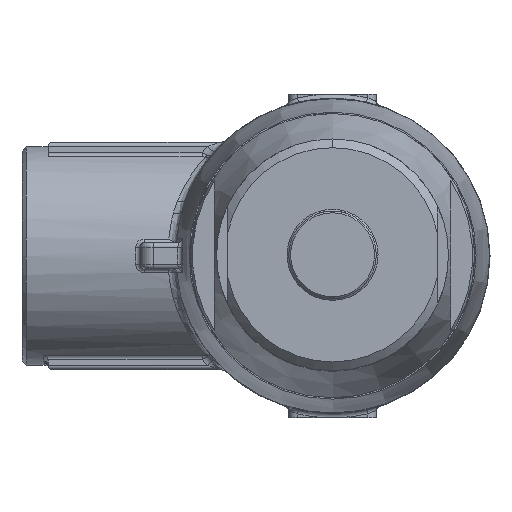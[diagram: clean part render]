
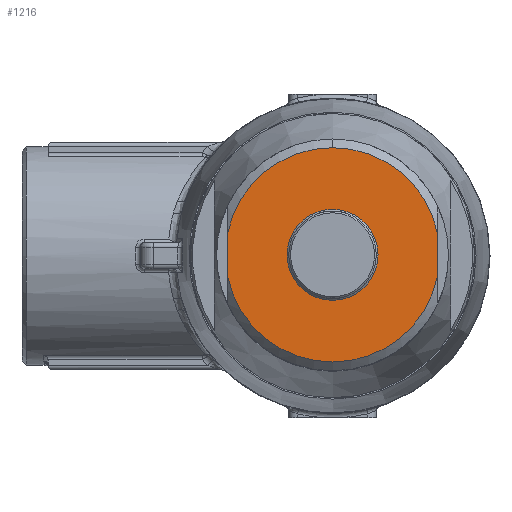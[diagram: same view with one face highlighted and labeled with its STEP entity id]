
A CAD part, top view. The second image highlights one B-rep face of the part: STEP entity #1216.
In plain terms, the highlighted planar face has unit normal (0, 0, 1).
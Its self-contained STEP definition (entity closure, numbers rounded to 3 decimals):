
#277=CARTESIAN_POINT('',(0.,12.25,79.));
#278=VERTEX_POINT('',#277);
#285=CARTESIAN_POINT('',(12.,2.462,79.));
#286=VERTEX_POINT('',#285);
#287=CARTESIAN_POINT('',(0.,0.,79.));
#288=DIRECTION('',(-0.,0.,1.));
#289=DIRECTION('',(0.,1.,-0.));
#290=AXIS2_PLACEMENT_3D('',#287,#288,#289);
#291=CIRCLE('',#290,12.25);
#292=EDGE_CURVE('NONE',#286,#278,#291,.T.);
#369=CARTESIAN_POINT('',(0.,5.2,79.));
#370=VERTEX_POINT('',#369);
#396=CARTESIAN_POINT('',(-0.,-5.2,79.));
#397=VERTEX_POINT('',#396);
#398=CARTESIAN_POINT('',(0.,0.,79.));
#399=DIRECTION('',(0.,-0.,-1.));
#400=DIRECTION('',(0.,1.,-0.));
#401=AXIS2_PLACEMENT_3D('',#398,#399,#400);
#402=CIRCLE('',#401,5.2);
#403=EDGE_CURVE('NONE',#397,#370,#402,.T.);
#405=CARTESIAN_POINT('',(0.,0.,79.));
#406=DIRECTION('',(0.,-0.,-1.));
#407=DIRECTION('',(0.,1.,-0.));
#408=AXIS2_PLACEMENT_3D('',#405,#406,#407);
#409=CIRCLE('',#408,5.2);
#410=EDGE_CURVE('NONE',#370,#397,#409,.T.);
#1172=CARTESIAN_POINT('',(13.25,0.,79.));
#1173=DIRECTION('',(0.,0.,1.));
#1174=DIRECTION('',(0.,-1.,0.));
#1175=AXIS2_PLACEMENT_3D('',#1172,#1173,#1174);
#1176=PLANE('',#1175);
#1177=CARTESIAN_POINT('',(12.,-2.462,79.));
#1178=VERTEX_POINT('',#1177);
#1179=CARTESIAN_POINT('',(12.,2.462,79.));
#1180=DIRECTION('',(0.,-1.,0.));
#1181=VECTOR('',#1180,4.924);
#1182=LINE('',#1179,#1181);
#1183=EDGE_CURVE('NONE',#286,#1178,#1182,.T.);
#1184=ORIENTED_EDGE('',*,*,#1183,.F.);
#1185=ORIENTED_EDGE('',*,*,#292,.T.);
#1186=CARTESIAN_POINT('',(-12.,2.462,79.));
#1187=VERTEX_POINT('',#1186);
#1188=CARTESIAN_POINT('',(0.,0.,79.));
#1189=DIRECTION('',(-0.,0.,1.));
#1190=DIRECTION('',(0.,1.,-0.));
#1191=AXIS2_PLACEMENT_3D('',#1188,#1189,#1190);
#1192=CIRCLE('',#1191,12.25);
#1193=EDGE_CURVE('NONE',#278,#1187,#1192,.T.);
#1194=ORIENTED_EDGE('',*,*,#1193,.T.);
#1195=CARTESIAN_POINT('',(-12.,-2.462,79.));
#1196=VERTEX_POINT('',#1195);
#1197=CARTESIAN_POINT('',(-12.,-2.462,79.));
#1198=DIRECTION('',(-0.,1.,-0.));
#1199=VECTOR('',#1198,4.924);
#1200=LINE('',#1197,#1199);
#1201=EDGE_CURVE('NONE',#1196,#1187,#1200,.T.);
#1202=ORIENTED_EDGE('',*,*,#1201,.F.);
#1203=CARTESIAN_POINT('',(0.,0.,79.));
#1204=DIRECTION('',(-0.,0.,1.));
#1205=DIRECTION('',(0.,1.,-0.));
#1206=AXIS2_PLACEMENT_3D('',#1203,#1204,#1205);
#1207=CIRCLE('',#1206,12.25);
#1208=EDGE_CURVE('NONE',#1196,#1178,#1207,.T.);
#1209=ORIENTED_EDGE('',*,*,#1208,.T.);
#1210=EDGE_LOOP('',(#1184,#1185,#1194,#1202,#1209));
#1211=FACE_BOUND('',#1210,.T.);
#1212=ORIENTED_EDGE('',*,*,#410,.T.);
#1213=ORIENTED_EDGE('',*,*,#403,.T.);
#1214=EDGE_LOOP('',(#1212,#1213));
#1215=FACE_BOUND('',#1214,.T.);
#1216=ADVANCED_FACE('NONE',(#1211,#1215),#1176,.T.);
